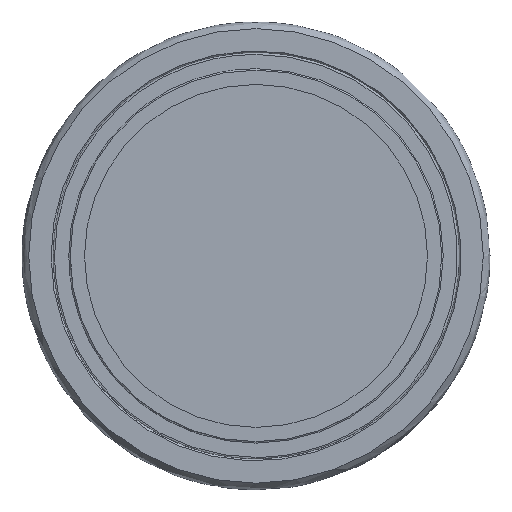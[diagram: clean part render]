
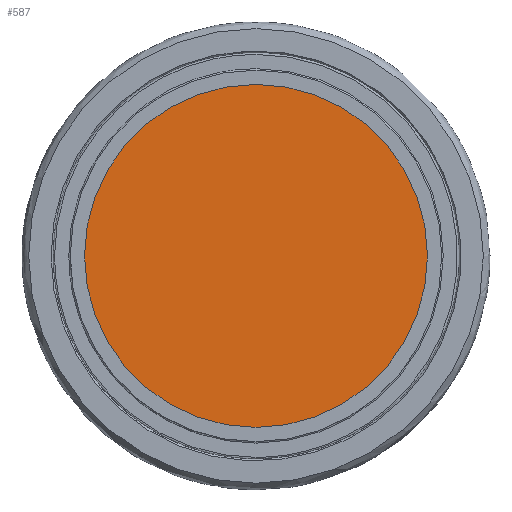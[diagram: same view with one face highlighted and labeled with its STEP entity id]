
A CAD part, left-side view. The second image highlights one B-rep face of the part: STEP entity #587.
In plain terms, the highlighted planar face has unit normal (-1, 0, 0).
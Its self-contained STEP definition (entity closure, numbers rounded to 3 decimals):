
#45 = DIRECTION ( 'NONE',  ( 0., 1., 0. ) ) ;
#59 = AXIS2_PLACEMENT_3D ( 'NONE', #125, #1226, #45 ) ;
#125 = CARTESIAN_POINT ( 'NONE',  ( -5.5, 0., 0. ) ) ;
#236 = EDGE_CURVE ( 'NONE', #760, #760, #1275, .T. ) ;
#454 = AXIS2_PLACEMENT_3D ( 'NONE', #585, #1203, #796 ) ;
#538 = FACE_OUTER_BOUND ( 'NONE', #1289, .T. ) ;
#546 = CARTESIAN_POINT ( 'NONE',  ( -5.5, 24., 0. ) ) ;
#585 = CARTESIAN_POINT ( 'NONE',  ( -5.5, 0., 2.273 ) ) ;
#587 = ADVANCED_FACE ( 'NONE', ( #538 ), #1001, .T. ) ;
#760 = VERTEX_POINT ( 'NONE', #546 ) ;
#796 = DIRECTION ( 'NONE',  ( 0., 0., 1. ) ) ;
#1001 = PLANE ( 'NONE',  #454 ) ;
#1095 = ORIENTED_EDGE ( 'NONE', *, *, #236, .T. ) ;
#1203 = DIRECTION ( 'NONE',  ( -1., 0., 0. ) ) ;
#1226 = DIRECTION ( 'NONE',  ( -1., 0., 0. ) ) ;
#1275 = CIRCLE ( 'NONE', #59, 24. ) ;
#1289 = EDGE_LOOP ( 'NONE', ( #1095 ) ) ;
